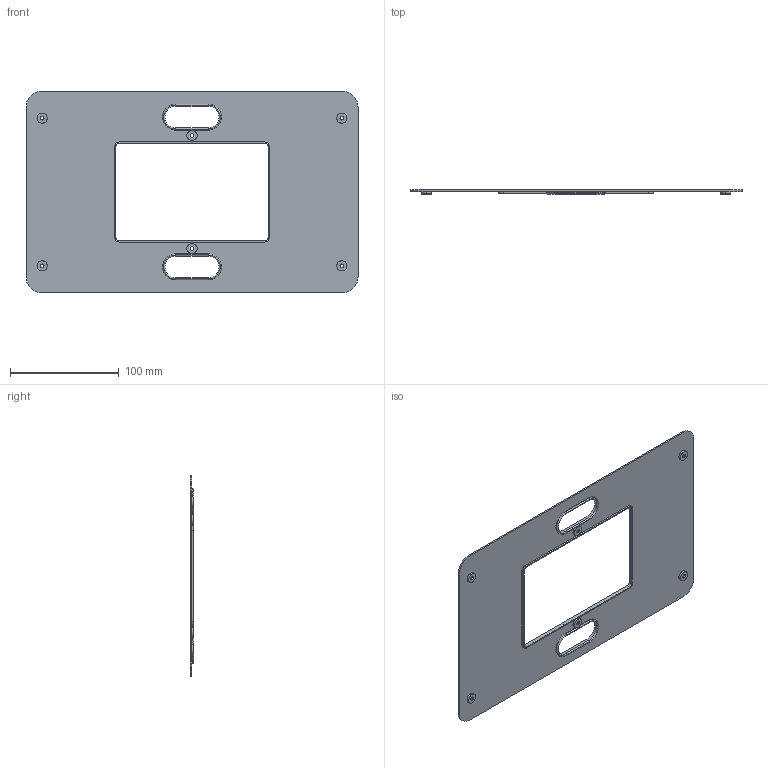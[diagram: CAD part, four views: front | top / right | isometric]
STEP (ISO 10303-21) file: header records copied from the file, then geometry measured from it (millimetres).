
FILE_DESCRIPTION (( 'STEP AP214' ), '1' );
FILE_NAME ('TopCoverMain.STEP', '2016-03-09T19:31:39', ( '' ), ( '' ), 'SwSTEP 2.0', 'SolidWorks 2016', '' );
FILE_SCHEMA (( 'AUTOMOTIVE_DESIGN' ));
Length unit declared in the file: millimetre
Products named in the file (1): TopCoverMain
Bounding box: 305.8 x 3.5 x 185.2 mm (x, y, z)
Volume: 65236.4 mm3; surface area: 89682.2 mm2
Topology: 1 solids, 1 shells, 107 faces, 252 edges, 160 vertices
Faces by surface type: cylinder 64, plane 35, torus 8
Entity records: 3176 total; most frequent: DIRECTION 600, CARTESIAN_POINT 520, ORIENTED_EDGE 504, EDGE_CURVE 252, AXIS2_PLACEMENT_3D 240, VERTEX_POINT 160, EDGE_LOOP 138, CIRCLE 132
